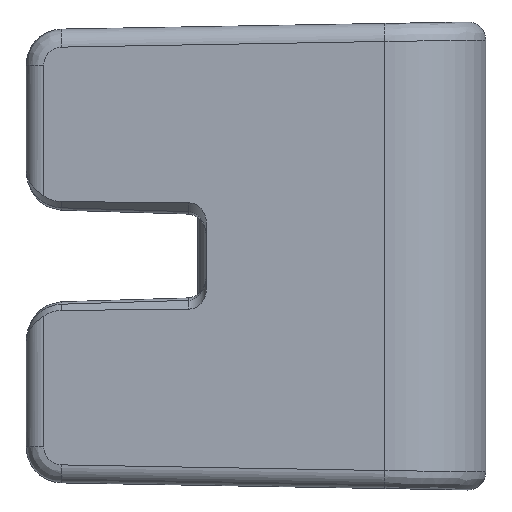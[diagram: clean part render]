
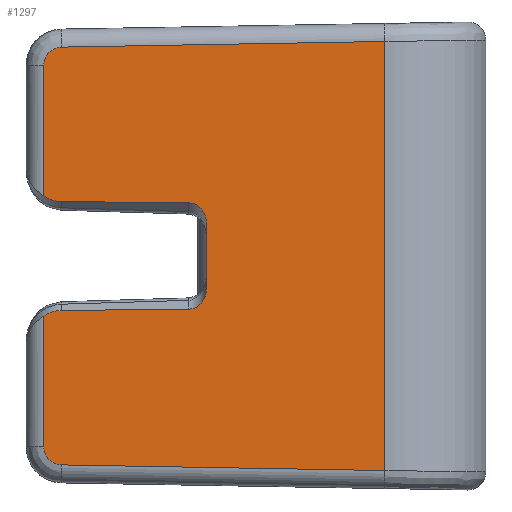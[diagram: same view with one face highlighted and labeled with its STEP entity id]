
A CAD part, left-side view. The second image highlights one B-rep face of the part: STEP entity #1297.
In plain terms, the highlighted planar face has unit normal (-1, 0.018, 0).
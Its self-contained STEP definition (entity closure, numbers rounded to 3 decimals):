
#79 = VERTEX_POINT ( 'NONE', #457 ) ;
#103 = CARTESIAN_POINT ( 'NONE',  ( -30.613, 5.596, 11.902 ) ) ;
#110 = VERTEX_POINT ( 'NONE', #4158 ) ;
#183 = LINE ( 'NONE', #2391, #1832 ) ;
#215 = DIRECTION ( 'NONE',  ( 0., 0., -1. ) ) ;
#263 =( BOUNDED_CURVE ( )  B_SPLINE_CURVE ( 3, ( #1967, #2050, #3238, #4008 ),
 .UNSPECIFIED., .F., .F. ) 
 B_SPLINE_CURVE_WITH_KNOTS ( ( 4, 4 ),
 ( 2.643, 3.159 ),
 .UNSPECIFIED. ) 
 CURVE ( )  GEOMETRIC_REPRESENTATION_ITEM ( )  RATIONAL_B_SPLINE_CURVE ( ( 1., 0.978, 0.978, 1. ) ) 
 REPRESENTATION_ITEM ( '' )  );
#401 = DIRECTION ( 'NONE',  ( -0.017, -1., -0.01 ) ) ;
#403 = VECTOR ( 'NONE', #3313, 1000. ) ;
#419 = CARTESIAN_POINT ( 'NONE',  ( -30.29, 24.113, -11.579 ) ) ;
#457 = CARTESIAN_POINT ( 'NONE',  ( -30.423, 16.483, -2.949 ) ) ;
#466 = CARTESIAN_POINT ( 'NONE',  ( -30.294, 23.883, -3.024 ) ) ;
#543 = VERTEX_POINT ( 'NONE', #2476 ) ;
#586 = EDGE_CURVE ( 'NONE', #1634, #663, #4138, .T. ) ;
#623 = CARTESIAN_POINT ( 'NONE',  ( -30.441, 15.5, 2.471 ) ) ;
#646 = EDGE_CURVE ( 'NONE', #3800, #4040, #4234, .T. ) ;
#663 = VERTEX_POINT ( 'NONE', #1767 ) ;
#690 = CARTESIAN_POINT ( 'NONE',  ( -30.283, 24.517, -10.59 ) ) ;
#699 = FACE_OUTER_BOUND ( 'NONE', #1247, .T. ) ;
#704 = EDGE_CURVE ( 'NONE', #79, #3398, #1292, .T. ) ;
#728 = CARTESIAN_POINT ( 'NONE',  ( -30.648, 3.603, -2.819 ) ) ;
#791 = ORIENTED_EDGE ( 'NONE', *, *, #3184, .T. ) ;
#844 = ORIENTED_EDGE ( 'NONE', *, *, #3273, .F. ) ;
#874 = LINE ( 'NONE', #1740, #3472 ) ;
#884 = CARTESIAN_POINT ( 'NONE',  ( -30.3, 23.535, 11.589 ) ) ;
#927 = EDGE_CURVE ( 'NONE', #3800, #2984, #3676, .T. ) ;
#958 = CARTESIAN_POINT ( 'NONE',  ( -30.441, 15.5, 1.804 ) ) ;
#967 =( BOUNDED_CURVE ( )  B_SPLINE_CURVE ( 3, ( #2767, #2437, #466, #2107 ),
 .UNSPECIFIED., .F., .F. ) 
 B_SPLINE_CURVE_WITH_KNOTS ( ( 4, 4 ),
 ( 2.643, 3.159 ),
 .UNSPECIFIED. ) 
 CURVE ( )  GEOMETRIC_REPRESENTATION_ITEM ( )  RATIONAL_B_SPLINE_CURVE ( ( 1., 0.978, 0.978, 1. ) ) 
 REPRESENTATION_ITEM ( '' )  );
#1003 = EDGE_CURVE ( 'NONE', #4181, #543, #967, .T. ) ;
#1005 = VERTEX_POINT ( 'NONE', #1779 ) ;
#1080 = ORIENTED_EDGE ( 'NONE', *, *, #1003, .F. ) ;
#1182 = VERTEX_POINT ( 'NONE', #3329 ) ;
#1231 = CARTESIAN_POINT ( 'NONE',  ( -30.613, 5.596, 13. ) ) ;
#1247 = EDGE_LOOP ( 'NONE', ( #3701, #3712, #2801, #4161, #3706, #4190, #791, #2119, #2021, #844, #1080, #2910, #3371, #2718 ) ) ;
#1292 =( BOUNDED_CURVE ( )  B_SPLINE_CURVE ( 3, ( #3333, #3968, #1999, #3935 ),
 .UNSPECIFIED., .F., .T. ) 
 B_SPLINE_CURVE_WITH_KNOTS ( ( 4, 4 ),
 ( 6.266, 7.819 ),
 .UNSPECIFIED. ) 
 CURVE ( )  GEOMETRIC_REPRESENTATION_ITEM ( )  RATIONAL_B_SPLINE_CURVE ( ( 1., 0.809, 0.809, 1. ) ) 
 REPRESENTATION_ITEM ( '' )  );
#1297 = ADVANCED_FACE ( 'NONE', ( #699 ), #2978, .T. ) ;
#1338 = VERTEX_POINT ( 'NONE', #958 ) ;
#1378 = CARTESIAN_POINT ( 'NONE',  ( -30.441, 15.5, 13. ) ) ;
#1461 = EDGE_CURVE ( 'NONE', #1338, #3398, #1848, .T. ) ;
#1474 =( BOUNDED_CURVE ( )  B_SPLINE_CURVE ( 3, ( #2265, #3846, #623, #2920 ),
 .UNSPECIFIED., .F., .F. ) 
 B_SPLINE_CURVE_WITH_KNOTS ( ( 4, 4 ),
 ( 6.266, 7.819 ),
 .UNSPECIFIED. ) 
 CURVE ( )  GEOMETRIC_REPRESENTATION_ITEM ( )  RATIONAL_B_SPLINE_CURVE ( ( 1., 0.809, 0.809, 1. ) ) 
 REPRESENTATION_ITEM ( '' )  );
#1528 = LINE ( 'NONE', #728, #3989 ) ;
#1548 = CARTESIAN_POINT ( 'NONE',  ( -30.283, 24.517, 11.167 ) ) ;
#1574 = VERTEX_POINT ( 'NONE', #690 ) ;
#1634 = VERTEX_POINT ( 'NONE', #2988 ) ;
#1687 = DIRECTION ( 'NONE',  ( 0., 0., 1. ) ) ;
#1739 = EDGE_CURVE ( 'NONE', #663, #1005, #263, .T. ) ;
#1740 = CARTESIAN_POINT ( 'NONE',  ( -30.65, 3.481, 11.939 ) ) ;
#1767 = CARTESIAN_POINT ( 'NONE',  ( -30.283, 24.517, 3.331 ) ) ;
#1779 = CARTESIAN_POINT ( 'NONE',  ( -30.3, 23.535, 3.02 ) ) ;
#1832 = VECTOR ( 'NONE', #401, 1000. ) ;
#1848 = LINE ( 'NONE', #1378, #3474 ) ;
#1921 = VECTOR ( 'NONE', #1687, 1000. ) ;
#1967 = CARTESIAN_POINT ( 'NONE',  ( -30.283, 24.517, 3.331 ) ) ;
#1999 = CARTESIAN_POINT ( 'NONE',  ( -30.441, 15.5, -2.471 ) ) ;
#2012 = EDGE_CURVE ( 'NONE', #2984, #110, #874, .T. ) ;
#2015 = LINE ( 'NONE', #2997, #1921 ) ;
#2021 = ORIENTED_EDGE ( 'NONE', *, *, #704, .F. ) ;
#2050 = CARTESIAN_POINT ( 'NONE',  ( -30.288, 24.218, 3.129 ) ) ;
#2062 = DIRECTION ( 'NONE',  ( 0.017, 1., -0.017 ) ) ;
#2089 = CARTESIAN_POINT ( 'NONE',  ( -30.283, 24.517, -10.59 ) ) ;
#2102 = EDGE_CURVE ( 'NONE', #1005, #1182, #183, .T. ) ;
#2107 = CARTESIAN_POINT ( 'NONE',  ( -30.3, 23.535, -3.02 ) ) ;
#2119 = ORIENTED_EDGE ( 'NONE', *, *, #1461, .T. ) ;
#2265 = CARTESIAN_POINT ( 'NONE',  ( -30.423, 16.483, 2.949 ) ) ;
#2311 = VECTOR ( 'NONE', #3421, 1000. ) ;
#2361 = CARTESIAN_POINT ( 'NONE',  ( -30.65, 3.5, 13. ) ) ;
#2386 = DIRECTION ( 'NONE',  ( -0.017, -1., 0.01 ) ) ;
#2391 = CARTESIAN_POINT ( 'NONE',  ( -30.648, 3.603, 2.819 ) ) ;
#2429 = VECTOR ( 'NONE', #2694, 1000. ) ;
#2437 = CARTESIAN_POINT ( 'NONE',  ( -30.288, 24.218, -3.129 ) ) ;
#2476 = CARTESIAN_POINT ( 'NONE',  ( -30.3, 23.535, -3.02 ) ) ;
#2502 = CARTESIAN_POINT ( 'NONE',  ( -30.3, 23.535, -11.589 ) ) ;
#2694 = DIRECTION ( 'NONE',  ( 0.017, 1., 0.017 ) ) ;
#2718 = ORIENTED_EDGE ( 'NONE', *, *, #646, .F. ) ;
#2767 = CARTESIAN_POINT ( 'NONE',  ( -30.283, 24.517, -3.331 ) ) ;
#2770 = CARTESIAN_POINT ( 'NONE',  ( -30.283, 24.517, 5.309 ) ) ;
#2801 = ORIENTED_EDGE ( 'NONE', *, *, #4089, .T. ) ;
#2834 = CARTESIAN_POINT ( 'NONE',  ( -30.29, 24.113, 11.579 ) ) ;
#2910 = ORIENTED_EDGE ( 'NONE', *, *, #3454, .F. ) ;
#2920 = CARTESIAN_POINT ( 'NONE',  ( -30.441, 15.5, 1.804 ) ) ;
#2978 = PLANE ( 'NONE',  #3162 ) ;
#2984 = VERTEX_POINT ( 'NONE', #103 ) ;
#2988 = CARTESIAN_POINT ( 'NONE',  ( -30.283, 24.517, 10.59 ) ) ;
#2997 = CARTESIAN_POINT ( 'NONE',  ( -30.283, 24.517, -5.309 ) ) ;
#3011 = DIRECTION ( 'NONE',  ( -0.017, -1., 0. ) ) ;
#3014 = CARTESIAN_POINT ( 'NONE',  ( -30.65, 3.481, -11.939 ) ) ;
#3016 = EDGE_CURVE ( 'NONE', #4040, #1574, #3902, .T. ) ;
#3162 = AXIS2_PLACEMENT_3D ( 'NONE', #2361, #3362, #3011 ) ;
#3184 = EDGE_CURVE ( 'NONE', #1182, #1338, #1474, .T. ) ;
#3238 = CARTESIAN_POINT ( 'NONE',  ( -30.294, 23.883, 3.024 ) ) ;
#3273 = EDGE_CURVE ( 'NONE', #543, #79, #1528, .T. ) ;
#3294 = CARTESIAN_POINT ( 'NONE',  ( -30.441, 15.5, -1.804 ) ) ;
#3313 = DIRECTION ( 'NONE',  ( 0., 0., 1. ) ) ;
#3329 = CARTESIAN_POINT ( 'NONE',  ( -30.423, 16.483, 2.949 ) ) ;
#3333 = CARTESIAN_POINT ( 'NONE',  ( -30.423, 16.483, -2.949 ) ) ;
#3362 = DIRECTION ( 'NONE',  ( -1., 0.017, 0. ) ) ;
#3371 = ORIENTED_EDGE ( 'NONE', *, *, #3016, .F. ) ;
#3388 = CARTESIAN_POINT ( 'NONE',  ( -30.3, 23.535, -11.589 ) ) ;
#3398 = VERTEX_POINT ( 'NONE', #3294 ) ;
#3400 =( BOUNDED_CURVE ( )  B_SPLINE_CURVE ( 3, ( #884, #2834, #1548, #3808 ),
 .UNSPECIFIED., .F., .F. ) 
 B_SPLINE_CURVE_WITH_KNOTS ( ( 4, 4 ),
 ( 4.73, 6.283 ),
 .UNSPECIFIED. ) 
 CURVE ( )  GEOMETRIC_REPRESENTATION_ITEM ( )  RATIONAL_B_SPLINE_CURVE ( ( 1., 0.809, 0.809, 1. ) ) 
 REPRESENTATION_ITEM ( '' )  );
#3421 = DIRECTION ( 'NONE',  ( 0., 0., -1. ) ) ;
#3454 = EDGE_CURVE ( 'NONE', #1574, #4181, #2015, .T. ) ;
#3472 = VECTOR ( 'NONE', #2062, 1000. ) ;
#3474 = VECTOR ( 'NONE', #215, 1000. ) ;
#3676 = LINE ( 'NONE', #1231, #403 ) ;
#3701 = ORIENTED_EDGE ( 'NONE', *, *, #927, .T. ) ;
#3706 = ORIENTED_EDGE ( 'NONE', *, *, #1739, .T. ) ;
#3712 = ORIENTED_EDGE ( 'NONE', *, *, #2012, .T. ) ;
#3800 = VERTEX_POINT ( 'NONE', #4219 ) ;
#3808 = CARTESIAN_POINT ( 'NONE',  ( -30.283, 24.517, 10.59 ) ) ;
#3846 = CARTESIAN_POINT ( 'NONE',  ( -30.433, 15.905, 2.943 ) ) ;
#3902 =( BOUNDED_CURVE ( )  B_SPLINE_CURVE ( 3, ( #3388, #419, #4026, #2089 ),
 .UNSPECIFIED., .F., .F. ) 
 B_SPLINE_CURVE_WITH_KNOTS ( ( 4, 4 ),
 ( 4.73, 6.283 ),
 .UNSPECIFIED. ) 
 CURVE ( )  GEOMETRIC_REPRESENTATION_ITEM ( )  RATIONAL_B_SPLINE_CURVE ( ( 1., 0.809, 0.809, 1. ) ) 
 REPRESENTATION_ITEM ( '' )  );
#3935 = CARTESIAN_POINT ( 'NONE',  ( -30.441, 15.5, -1.804 ) ) ;
#3968 = CARTESIAN_POINT ( 'NONE',  ( -30.433, 15.905, -2.943 ) ) ;
#3989 = VECTOR ( 'NONE', #2386, 1000. ) ;
#4008 = CARTESIAN_POINT ( 'NONE',  ( -30.3, 23.535, 3.02 ) ) ;
#4026 = CARTESIAN_POINT ( 'NONE',  ( -30.283, 24.517, -11.167 ) ) ;
#4040 = VERTEX_POINT ( 'NONE', #2502 ) ;
#4089 = EDGE_CURVE ( 'NONE', #110, #1634, #3400, .T. ) ;
#4138 = LINE ( 'NONE', #2770, #2311 ) ;
#4158 = CARTESIAN_POINT ( 'NONE',  ( -30.3, 23.535, 11.589 ) ) ;
#4161 = ORIENTED_EDGE ( 'NONE', *, *, #586, .T. ) ;
#4181 = VERTEX_POINT ( 'NONE', #4199 ) ;
#4190 = ORIENTED_EDGE ( 'NONE', *, *, #2102, .T. ) ;
#4199 = CARTESIAN_POINT ( 'NONE',  ( -30.283, 24.517, -3.331 ) ) ;
#4219 = CARTESIAN_POINT ( 'NONE',  ( -30.613, 5.596, -11.902 ) ) ;
#4234 = LINE ( 'NONE', #3014, #2429 ) ;
